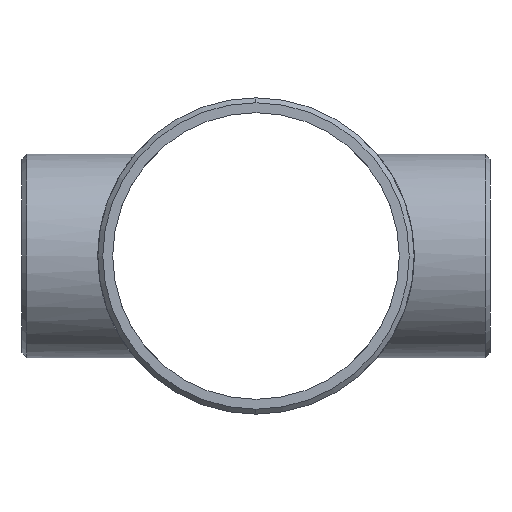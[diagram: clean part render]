
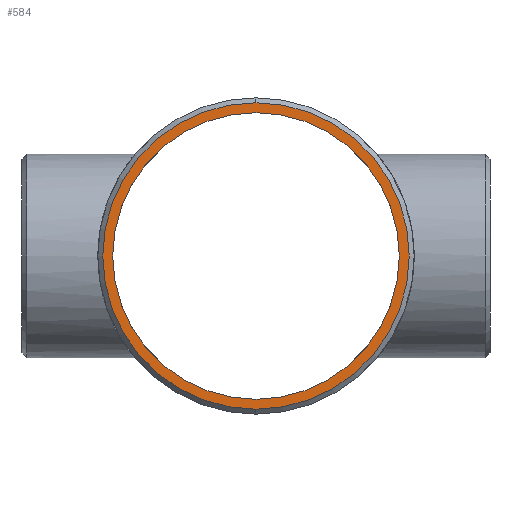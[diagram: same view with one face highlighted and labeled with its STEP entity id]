
A CAD part, left-side view. The second image highlights one B-rep face of the part: STEP entity #584.
In plain terms, the highlighted planar face has unit normal (-1, 0, 0).
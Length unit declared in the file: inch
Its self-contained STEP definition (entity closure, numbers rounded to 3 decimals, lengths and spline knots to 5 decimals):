
#6 = CARTESIAN_POINT ( 'NONE',  ( -7., 0., 0. ) ) ;
#22 = VERTEX_POINT ( 'NONE', #48 ) ;
#23 = EDGE_CURVE ( 'NONE', #591, #390, #836, .T. ) ;
#26 = DIRECTION ( 'NONE',  ( 0., 0., 1. ) ) ;
#48 = CARTESIAN_POINT ( 'NONE',  ( -7., 0., -3.9065 ) ) ;
#89 = FACE_BOUND ( 'NONE', #870, .T. ) ;
#92 = DIRECTION ( 'NONE',  ( 0., 0., 1. ) ) ;
#97 = FACE_OUTER_BOUND ( 'NONE', #329, .T. ) ;
#149 = EDGE_CURVE ( 'NONE', #22, #752, #779, .T. ) ;
#303 = CARTESIAN_POINT ( 'NONE',  ( -7., 0., 0. ) ) ;
#329 = EDGE_LOOP ( 'NONE', ( #459, #965 ) ) ;
#336 = EDGE_CURVE ( 'NONE', #390, #591, #969, .T. ) ;
#390 = VERTEX_POINT ( 'NONE', #1181 ) ;
#413 = PLANE ( 'NONE',  #873 ) ;
#459 = ORIENTED_EDGE ( 'NONE', *, *, #336, .T. ) ;
#490 = CARTESIAN_POINT ( 'NONE',  ( -7., 0., 4.17717 ) ) ;
#519 = DIRECTION ( 'NONE',  ( -1., 0., 0. ) ) ;
#535 = CIRCLE ( 'NONE', #1279, 3.9065 ) ;
#550 = EDGE_CURVE ( 'NONE', #752, #22, #535, .T. ) ;
#564 = CARTESIAN_POINT ( 'NONE',  ( -7., 0., 0. ) ) ;
#584 = ADVANCED_FACE ( 'NONE', ( #97, #89 ), #413, .T. ) ;
#591 = VERTEX_POINT ( 'NONE', #490 ) ;
#597 = ORIENTED_EDGE ( 'NONE', *, *, #550, .T. ) ;
#619 = DIRECTION ( 'NONE',  ( 0., 0., -1. ) ) ;
#714 = DIRECTION ( 'NONE',  ( 1., 0., 0. ) ) ;
#719 = ORIENTED_EDGE ( 'NONE', *, *, #149, .T. ) ;
#752 = VERTEX_POINT ( 'NONE', #1233 ) ;
#779 = CIRCLE ( 'NONE', #1250, 3.9065 ) ;
#810 = CARTESIAN_POINT ( 'NONE',  ( -7., 0., 0. ) ) ;
#832 = AXIS2_PLACEMENT_3D ( 'NONE', #564, #1078, #886 ) ;
#836 = CIRCLE ( 'NONE', #832, 4.17717 ) ;
#870 = EDGE_LOOP ( 'NONE', ( #597, #719 ) ) ;
#873 = AXIS2_PLACEMENT_3D ( 'NONE', #810, #519, #619 ) ;
#886 = DIRECTION ( 'NONE',  ( 0., 0., 1. ) ) ;
#934 = DIRECTION ( 'NONE',  ( 1., 0., 0. ) ) ;
#965 = ORIENTED_EDGE ( 'NONE', *, *, #23, .T. ) ;
#969 = CIRCLE ( 'NONE', #1306, 4.17717 ) ;
#1077 = CARTESIAN_POINT ( 'NONE',  ( -7., 0., 0. ) ) ;
#1078 = DIRECTION ( 'NONE',  ( -1., 0., 0. ) ) ;
#1129 = DIRECTION ( 'NONE',  ( 0., 0., 1. ) ) ;
#1176 = DIRECTION ( 'NONE',  ( -1., 0., 0. ) ) ;
#1181 = CARTESIAN_POINT ( 'NONE',  ( -7., 0., -4.17717 ) ) ;
#1233 = CARTESIAN_POINT ( 'NONE',  ( -7., 0., 3.9065 ) ) ;
#1250 = AXIS2_PLACEMENT_3D ( 'NONE', #6, #934, #92 ) ;
#1279 = AXIS2_PLACEMENT_3D ( 'NONE', #303, #714, #1129 ) ;
#1306 = AXIS2_PLACEMENT_3D ( 'NONE', #1077, #1176, #26 ) ;
